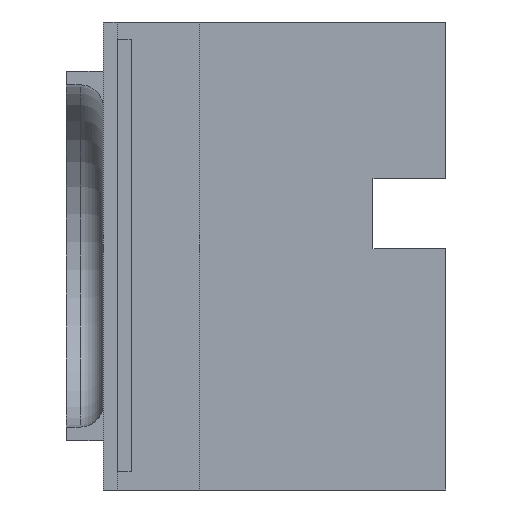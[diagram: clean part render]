
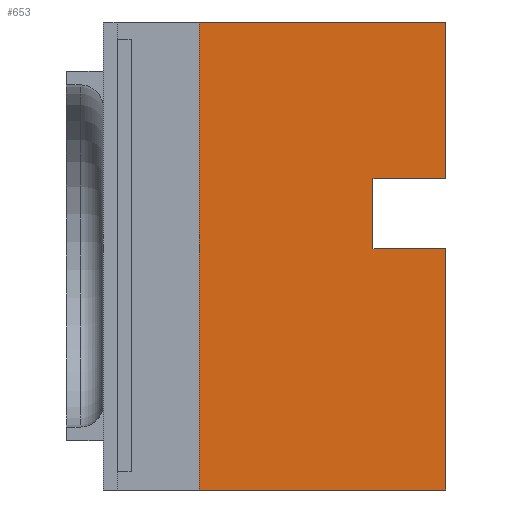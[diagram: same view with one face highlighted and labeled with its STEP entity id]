
A CAD part, left-side view. The second image highlights one B-rep face of the part: STEP entity #653.
In plain terms, the highlighted planar face has unit normal (-1, 0, 0).
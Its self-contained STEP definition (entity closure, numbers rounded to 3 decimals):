
#60=FACE_OUTER_BOUND('',#98,.T.);
#98=EDGE_LOOP('',(#566,#567,#568,#569,#570,#571,#572,#573));
#161=LINE('',#1061,#242);
#165=LINE('',#1068,#246);
#166=LINE('',#1071,#247);
#169=LINE('',#1078,#250);
#173=LINE('',#1086,#254);
#176=LINE('',#1092,#257);
#179=LINE('',#1097,#260);
#180=LINE('',#1098,#261);
#242=VECTOR('',#846,10.);
#246=VECTOR('',#852,10.);
#247=VECTOR('',#855,10.);
#250=VECTOR('',#860,10.);
#254=VECTOR('',#866,10.);
#257=VECTOR('',#871,10.);
#260=VECTOR('',#876,10.);
#261=VECTOR('',#877,10.);
#309=VERTEX_POINT('',#1058);
#310=VERTEX_POINT('',#1060);
#312=VERTEX_POINT('',#1066);
#313=VERTEX_POINT('',#1070);
#315=VERTEX_POINT('',#1076);
#316=VERTEX_POINT('',#1077);
#319=VERTEX_POINT('',#1085);
#321=VERTEX_POINT('',#1091);
#390=EDGE_CURVE('',#310,#309,#161,.T.);
#394=EDGE_CURVE('',#312,#309,#165,.T.);
#395=EDGE_CURVE('',#310,#313,#166,.T.);
#398=EDGE_CURVE('',#315,#316,#169,.T.);
#402=EDGE_CURVE('',#316,#319,#173,.T.);
#405=EDGE_CURVE('',#321,#315,#176,.T.);
#408=EDGE_CURVE('',#319,#313,#179,.T.);
#409=EDGE_CURVE('',#312,#321,#180,.T.);
#566=ORIENTED_EDGE('',*,*,#405,.T.);
#567=ORIENTED_EDGE('',*,*,#398,.T.);
#568=ORIENTED_EDGE('',*,*,#402,.T.);
#569=ORIENTED_EDGE('',*,*,#408,.T.);
#570=ORIENTED_EDGE('',*,*,#395,.F.);
#571=ORIENTED_EDGE('',*,*,#390,.T.);
#572=ORIENTED_EDGE('',*,*,#394,.F.);
#573=ORIENTED_EDGE('',*,*,#409,.T.);
#618=PLANE('',#717);
#653=ADVANCED_FACE('',(#60),#618,.T.);
#717=AXIS2_PLACEMENT_3D('',#1096,#874,#875);
#846=DIRECTION('',(0.,0.,-1.));
#852=DIRECTION('',(0.,1.,0.));
#855=DIRECTION('',(0.,-1.,0.));
#860=DIRECTION('',(0.,0.,1.));
#866=DIRECTION('',(0.,-1.,0.));
#871=DIRECTION('',(0.,1.,0.));
#874=DIRECTION('center_axis',(-1.,0.,0.));
#875=DIRECTION('ref_axis',(0.,-1.,0.));
#876=DIRECTION('',(0.,0.,1.));
#877=DIRECTION('',(0.,0.,1.));
#1058=CARTESIAN_POINT('',(0.,53.247,0.));
#1060=CARTESIAN_POINT('',(0.,53.247,101.2));
#1061=CARTESIAN_POINT('',(0.,53.247,101.2));
#1066=CARTESIAN_POINT('',(0.,0.,0.));
#1068=CARTESIAN_POINT('',(0.,57.381,0.));
#1070=CARTESIAN_POINT('',(0.,0.,101.2));
#1071=CARTESIAN_POINT('',(0.,54.,101.2));
#1076=CARTESIAN_POINT('',(0.,15.7,52.14));
#1077=CARTESIAN_POINT('',(0.,15.7,67.34));
#1078=CARTESIAN_POINT('',(0.,15.7,33.67));
#1085=CARTESIAN_POINT('',(0.,0.,67.34));
#1086=CARTESIAN_POINT('',(0.,26.,67.34));
#1091=CARTESIAN_POINT('',(0.,0.,52.14));
#1092=CARTESIAN_POINT('',(0.,33.85,52.14));
#1096=CARTESIAN_POINT('Origin',(0.,52.,0.));
#1097=CARTESIAN_POINT('',(0.,0.,0.));
#1098=CARTESIAN_POINT('',(0.,0.,0.));
